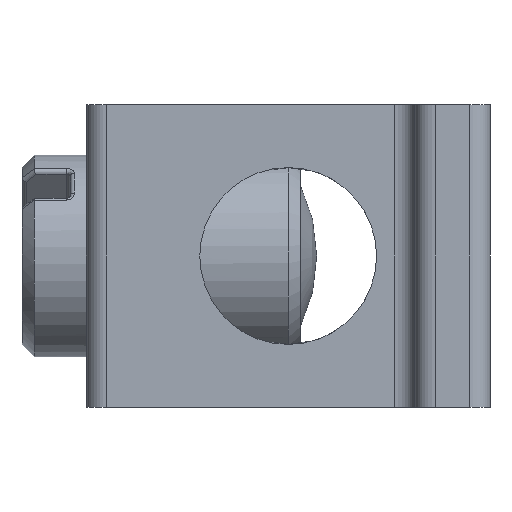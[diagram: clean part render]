
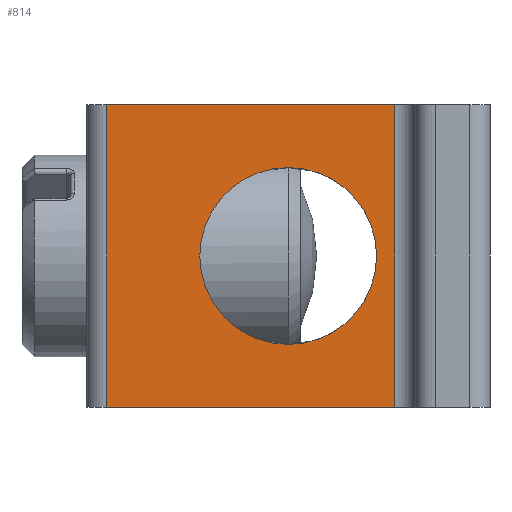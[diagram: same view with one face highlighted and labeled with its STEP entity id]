
A CAD part, left-side view. The second image highlights one B-rep face of the part: STEP entity #814.
In plain terms, the highlighted planar face has unit normal (-1, 0, 0).
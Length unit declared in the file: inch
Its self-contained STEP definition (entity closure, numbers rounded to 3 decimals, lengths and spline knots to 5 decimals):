
#110=LINE('',#1347,#150);
#111=LINE('',#1358,#151);
#112=LINE('',#1361,#152);
#113=LINE('',#1362,#153);
#150=VECTOR('',#1000,0.357);
#151=VECTOR('',#1019,0.375);
#152=VECTOR('',#1022,0.375);
#153=VECTOR('',#1023,0.357);
#179=PLANE('',#885);
#199=FACE_BOUND('',#280,.T.);
#217=FACE_OUTER_BOUND('',#279,.T.);
#279=EDGE_LOOP('',(#617,#618,#619,#620));
#280=EDGE_LOOP('',(#621));
#329=CIRCLE('',#867,0.1095);
#378=VERTEX_POINT('',#1253);
#393=VERTEX_POINT('',#1344);
#394=VERTEX_POINT('',#1346);
#395=VERTEX_POINT('',#1356);
#396=VERTEX_POINT('',#1360);
#457=EDGE_CURVE('',#378,#378,#329,.T.);
#474=EDGE_CURVE('',#394,#393,#110,.T.);
#481=EDGE_CURVE('',#394,#395,#111,.T.);
#482=EDGE_CURVE('',#396,#393,#112,.T.);
#483=EDGE_CURVE('',#396,#395,#113,.T.);
#617=ORIENTED_EDGE('',*,*,#481,.F.);
#618=ORIENTED_EDGE('',*,*,#474,.T.);
#619=ORIENTED_EDGE('',*,*,#482,.F.);
#620=ORIENTED_EDGE('',*,*,#483,.T.);
#621=ORIENTED_EDGE('',*,*,#457,.T.);
#814=ADVANCED_FACE('',(#217,#199),#179,.T.);
#867=AXIS2_PLACEMENT_3D('',#1254,#975,#976);
#885=AXIS2_PLACEMENT_3D('',#1359,#1020,#1021);
#975=DIRECTION('center_axis',(1.,0.,0.));
#976=DIRECTION('ref_axis',(0.,0.,-1.));
#1000=DIRECTION('',(0.,-1.,0.));
#1019=DIRECTION('',(0.,0.,1.));
#1020=DIRECTION('center_axis',(-1.,0.,0.));
#1021=DIRECTION('ref_axis',(0.,0.,1.));
#1022=DIRECTION('',(0.,0.,-1.));
#1023=DIRECTION('',(0.,1.,0.));
#1253=CARTESIAN_POINT('',(-0.688,-0.2805,-0.60169));
#1254=CARTESIAN_POINT('Origin',(-0.688,-0.2805,-0.49219));
#1344=CARTESIAN_POINT('',(-0.688,-0.4125,-0.67969));
#1346=CARTESIAN_POINT('',(-0.688,-0.0555,-0.67969));
#1347=CARTESIAN_POINT('',(-0.688,-0.0305,-0.67969));
#1356=CARTESIAN_POINT('',(-0.688,-0.0555,-0.30469));
#1358=CARTESIAN_POINT('',(-0.688,-0.0555,-0.67969));
#1359=CARTESIAN_POINT('Origin',(-0.688,-0.4375,-0.67969));
#1360=CARTESIAN_POINT('',(-0.688,-0.4125,-0.30469));
#1361=CARTESIAN_POINT('',(-0.688,-0.4125,-0.67969));
#1362=CARTESIAN_POINT('',(-0.688,-0.0305,-0.30469));
